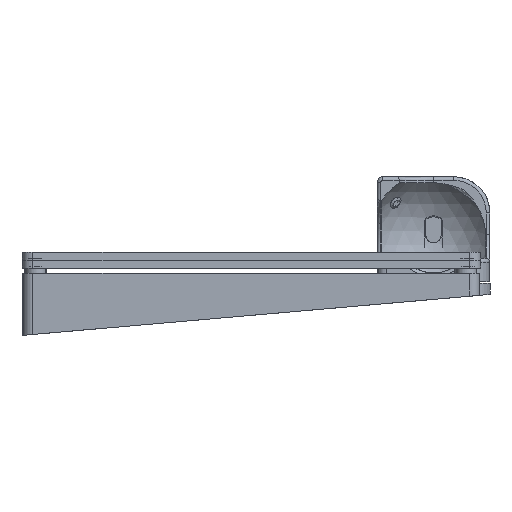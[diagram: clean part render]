
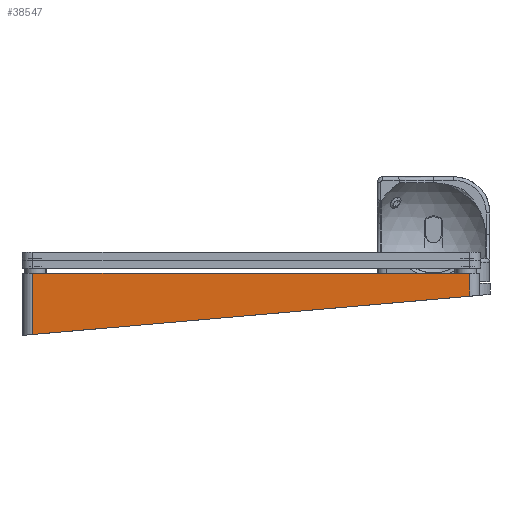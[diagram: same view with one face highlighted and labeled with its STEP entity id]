
A CAD part, left-side view. The second image highlights one B-rep face of the part: STEP entity #38547.
In plain terms, the highlighted planar face has unit normal (-1, 0, 0).
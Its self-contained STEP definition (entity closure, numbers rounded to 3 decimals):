
#4604=FACE_OUTER_BOUND('',#6761,.T.);
#6761=EDGE_LOOP('',(#31114,#31115,#31116,#31117));
#9745=LINE('',#59134,#13603);
#9945=LINE('',#59766,#13803);
#10024=LINE('',#60555,#13882);
#10025=LINE('',#60557,#13883);
#13603=VECTOR('',#47790,10.01);
#13803=VECTOR('',#48194,10.01);
#13882=VECTOR('',#48321,10.01);
#13883=VECTOR('',#48324,10.01);
#17361=VERTEX_POINT('',#59131);
#17362=VERTEX_POINT('',#59133);
#17574=VERTEX_POINT('',#59763);
#17575=VERTEX_POINT('',#59765);
#22063=EDGE_CURVE('',#17361,#17362,#9745,.T.);
#22332=EDGE_CURVE('',#17574,#17575,#9945,.T.);
#22548=EDGE_CURVE('',#17575,#17361,#10024,.T.);
#22549=EDGE_CURVE('',#17574,#17362,#10025,.T.);
#31114=ORIENTED_EDGE('',*,*,#22332,.F.);
#31115=ORIENTED_EDGE('',*,*,#22549,.T.);
#31116=ORIENTED_EDGE('',*,*,#22063,.F.);
#31117=ORIENTED_EDGE('',*,*,#22548,.F.);
#37009=PLANE('',#41389);
#38547=ADVANCED_FACE('',(#4604),#37009,.T.);
#41389=AXIS2_PLACEMENT_3D('',#60556,#48322,#48323);
#47790=DIRECTION('',(0.,-1.,0.));
#48194=DIRECTION('',(0.,0.996,-0.087));
#48321=DIRECTION('',(0.,0.,1.));
#48322=DIRECTION('center_axis',(-1.,0.,0.));
#48323=DIRECTION('ref_axis',(0.,1.,0.));
#48324=DIRECTION('',(0.,0.,1.));
#59131=CARTESIAN_POINT('',(44.475,-52.109,0.696));
#59133=CARTESIAN_POINT('',(44.475,-172.42,0.696));
#59134=CARTESIAN_POINT('',(44.475,-135.492,0.696));
#59763=CARTESIAN_POINT('',(44.475,-172.42,-5.618));
#59765=CARTESIAN_POINT('',(44.475,-52.109,-16.148));
#59766=CARTESIAN_POINT('',(44.475,-142.098,-8.272));
#60555=CARTESIAN_POINT('',(44.475,-52.109,-15.82));
#60556=CARTESIAN_POINT('Origin',(44.475,-172.42,-15.82));
#60557=CARTESIAN_POINT('',(44.475,-172.42,-15.82));
